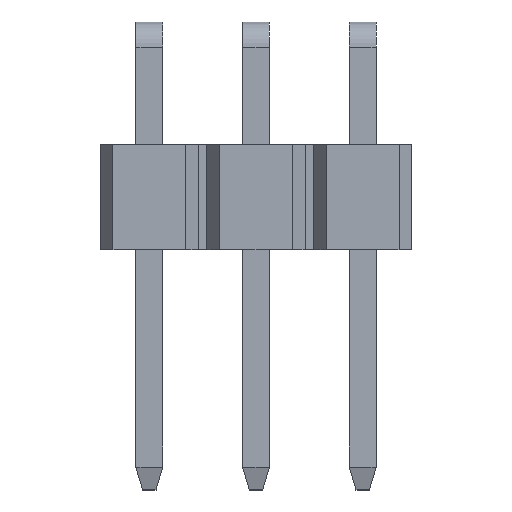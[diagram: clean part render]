
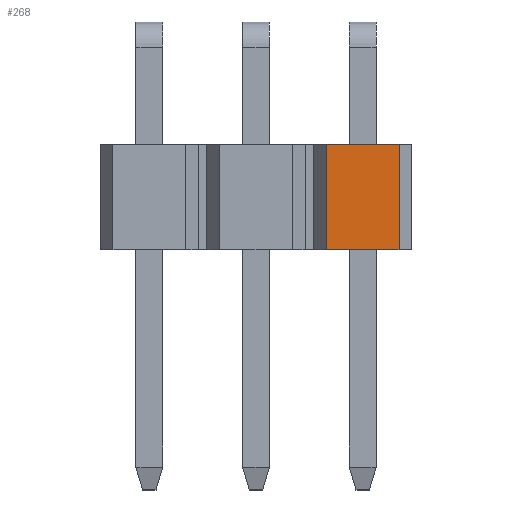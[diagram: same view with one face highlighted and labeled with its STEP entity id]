
A CAD part, top view. The second image highlights one B-rep face of the part: STEP entity #268.
In plain terms, the highlighted planar face has unit normal (0, 0, 1).
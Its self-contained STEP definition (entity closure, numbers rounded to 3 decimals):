
#268=ADVANCED_FACE('',(#554),#555,.T.);
#554=FACE_OUTER_BOUND('',#855,.T.);
#555=PLANE('',#856);
#855=EDGE_LOOP('',(#1615,#1616,#1617,#1618));
#856=AXIS2_PLACEMENT_3D('',#1619,#1620,#1621);
#1615=ORIENTED_EDGE('',*,*,#2127,.T.);
#1616=ORIENTED_EDGE('',*,*,#2128,.F.);
#1617=ORIENTED_EDGE('',*,*,#2112,.F.);
#1618=ORIENTED_EDGE('',*,*,#2125,.T.);
#1619=CARTESIAN_POINT('',(2.54,0.,1.25));
#1620=DIRECTION('',(0.0,0.,1.0));
#1621=DIRECTION('',(-1.0,-0.0,0.0));
#2112=EDGE_CURVE('',#2612,#2614,#2615,.T.);
#2125=EDGE_CURVE('',#2612,#2633,#2635,.T.);
#2127=EDGE_CURVE('',#2633,#2637,#2638,.T.);
#2128=EDGE_CURVE('',#2614,#2637,#2639,.T.);
#2612=VERTEX_POINT('',#3340);
#2614=VERTEX_POINT('',#3343);
#2615=LINE('',#3344,#3345);
#2633=VERTEX_POINT('',#3371);
#2635=LINE('',#3374,#3375);
#2637=VERTEX_POINT('',#3377);
#2638=LINE('',#3378,#3379);
#2639=LINE('',#3380,#3381);
#3340=CARTESIAN_POINT('',(1.676,0.,1.25));
#3343=CARTESIAN_POINT('',(3.404,0.,1.25));
#3344=CARTESIAN_POINT('',(1.676,0.,1.25));
#3345=VECTOR('',#3749,1.0);
#3371=CARTESIAN_POINT('',(1.676,-2.5,1.25));
#3374=CARTESIAN_POINT('',(1.676,0.,1.25));
#3375=VECTOR('',#3759,1.0);
#3377=CARTESIAN_POINT('',(3.404,-2.5,1.25));
#3378=CARTESIAN_POINT('',(1.676,-2.5,1.25));
#3379=VECTOR('',#3760,1.0);
#3380=CARTESIAN_POINT('',(3.404,0.,1.25));
#3381=VECTOR('',#3761,1.0);
#3749=DIRECTION('',(1.0,0.0,0.0));
#3759=DIRECTION('',(0.0,-1.0,0.));
#3760=DIRECTION('',(1.0,0.0,0.0));
#3761=DIRECTION('',(0.0,-1.0,0.));
